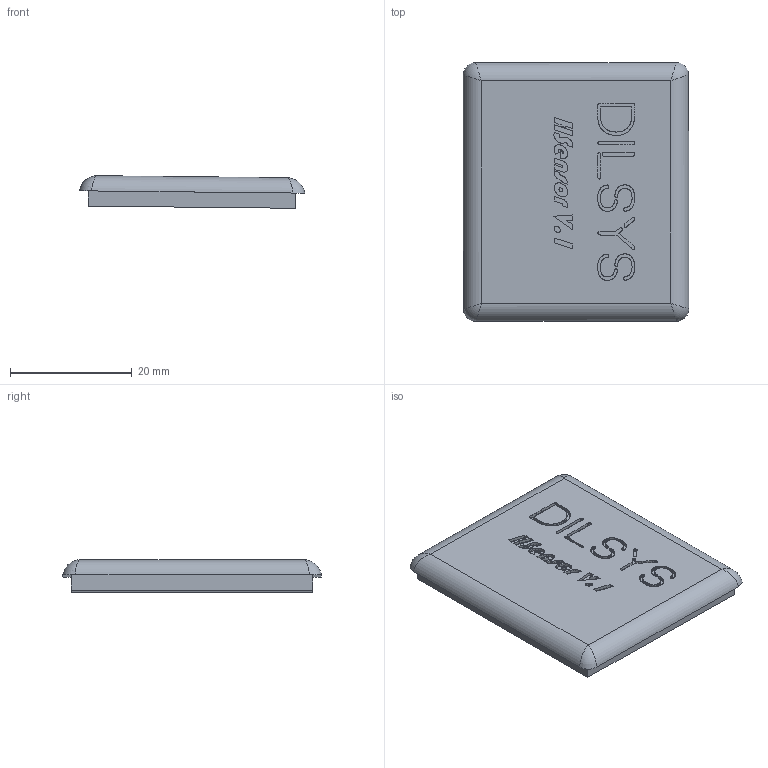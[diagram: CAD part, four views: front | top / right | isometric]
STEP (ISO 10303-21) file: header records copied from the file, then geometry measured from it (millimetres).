
FILE_DESCRIPTION(('STEP AP242'), '1');
FILE_NAME('HSensor_lid', '', ('UNSPECIFIED'), ('UNSPECIFIED'), 'ASCON STEP Converter 1.6', 'ASCON Math Kernel', '');
FILE_SCHEMA(('AP242_MANAGED_MODEL_BASED_3D_ENGINEERING_MIM_LF { 1 0 10303 442 1 1 4 }'));
Length unit declared in the file: millimetre
Products named in the file (1): 膴
Bounding box: 37.04 x 42.53 x 5.34 mm (x, y, z)
Volume: 6986.2 mm3; surface area: 3820.1 mm2
Topology: 1 solids, 1 shells, 935 faces, 2727 edges, 1814 vertices
Faces by surface type: cylinder 820, plane 111, bspline 4
Entity records: 40247 total; most frequent: CARTESIAN_POINT 6354, DIRECTION 6217, ORIENTED_EDGE 5446, EDGE_CURVE 2723, AXIS2_PLACEMENT_3D 2569, VERTEX_POINT 1814, CIRCLE 1636, LINE 1079
